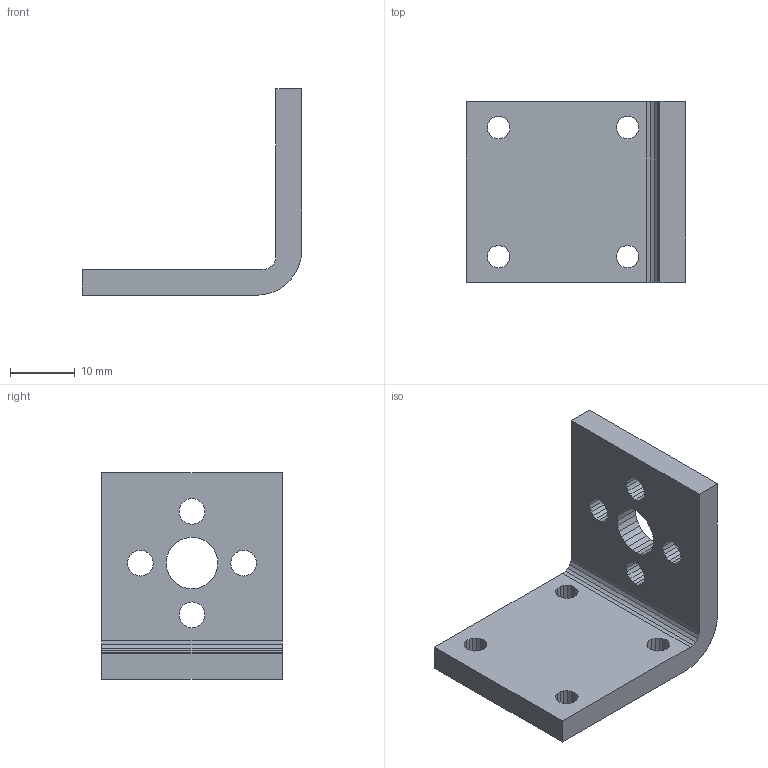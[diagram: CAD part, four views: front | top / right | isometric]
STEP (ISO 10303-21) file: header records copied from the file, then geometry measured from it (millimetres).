
FILE_DESCRIPTION(('FreeCAD Model'),'2;1');
FILE_NAME('Open CASCADE Shape Model','2025-11-26T11:54:20',(''),(''), 'Open CASCADE STEP processor 7.9','FreeCAD','Unknown');
FILE_SCHEMA(('AUTOMOTIVE_DESIGN { 1 0 10303 214 1 1 1 1 }'));
Length unit declared in the file: millimetre
Products named in the file (2): Part024; JGS25_371_DC_Motor_Bracket_ORP003 (Solid)
Assembly tree (1 placements, depth 2):
  Part024
    JGS25_371_DC_Motor_Bracket_ORP003 (Solid)
Bounding box: 34 x 28 x 32 mm (x, y, z)
Volume: 6121.7 mm3; surface area: 4265.1 mm2
Topology: 1 solids, 1 shells, 201 faces, 597 edges, 398 vertices
Faces by surface type: plane 201
Entity records: 6667 total; most frequent: CARTESIAN_POINT 1198, ORIENTED_EDGE 1194, DIRECTION 1003, EDGE_CURVE 597, LINE 597, VECTOR 597, VERTEX_POINT 398, FACE_BOUND 219
